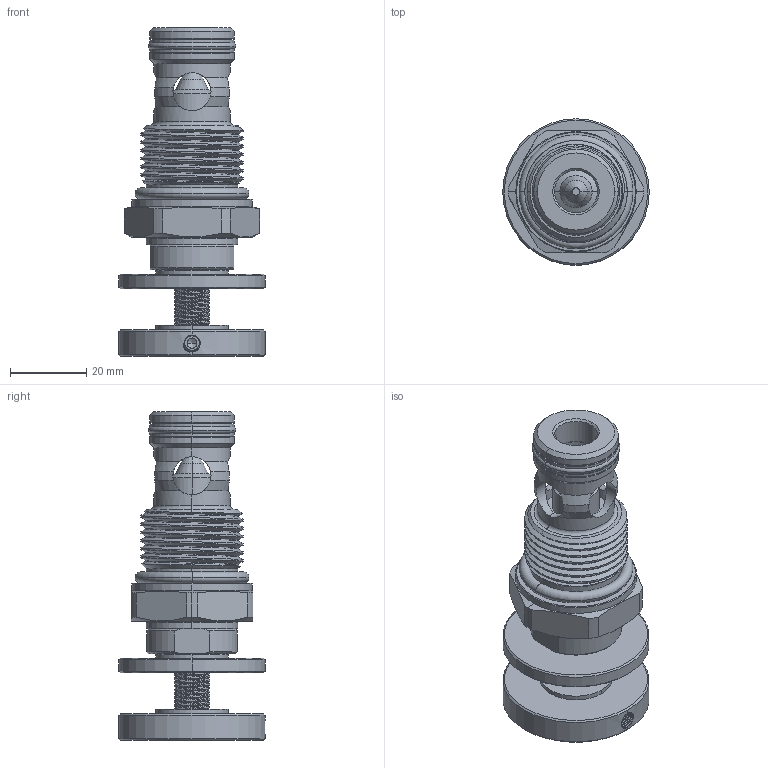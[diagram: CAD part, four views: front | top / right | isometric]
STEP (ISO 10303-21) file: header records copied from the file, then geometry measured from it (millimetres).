
FILE_DESCRIPTION (( 'STEP AP203' ), '1' );
FILE_NAME ('NV12W20-B.STEP', '2016-07-05T07:05:08', ( '' ), ( '' ), 'SwSTEP 2.0', 'SolidWorks 2012', '' );
FILE_SCHEMA (( 'CONFIG_CONTROL_DESIGN' ));
Length unit declared in the file: millimetre
Products named in the file (1): NV12W20-B
Bounding box: 38.4 x 38.4 x 86.3 mm (x, y, z)
Volume: 41667.6 mm3; surface area: 17429.7 mm2
Topology: 7 solids, 7 shells, 334 faces, 871 edges, 551 vertices
Faces by surface type: cylinder 173, plane 66, cone 62, torus 24, bspline 9
Entity records: 21760 total; most frequent: CARTESIAN_POINT 14163, ORIENTED_EDGE 1734, DIRECTION 1444, EDGE_CURVE 867, AXIS2_PLACEMENT_3D 569, VERTEX_POINT 551, EDGE_LOOP 358, FACE_OUTER_BOUND 334
